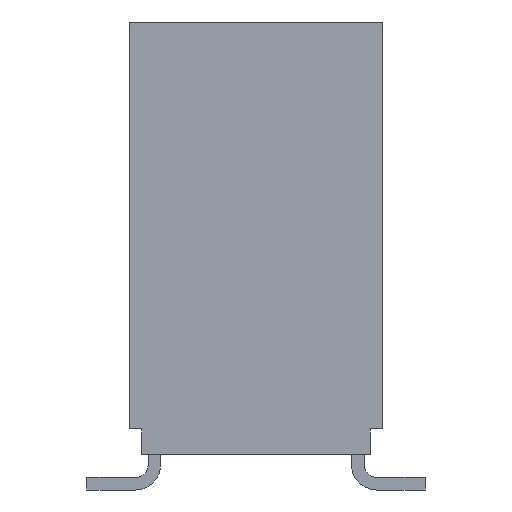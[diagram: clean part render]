
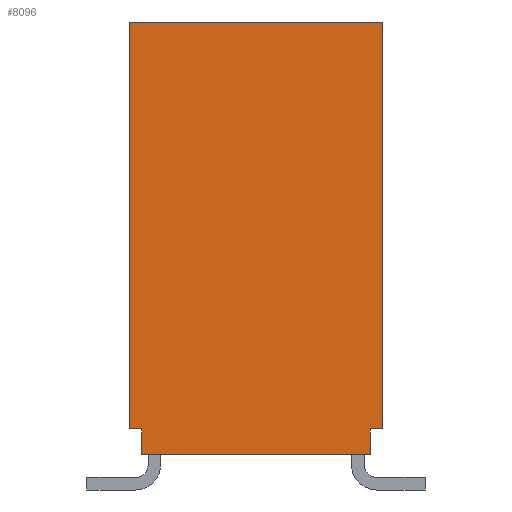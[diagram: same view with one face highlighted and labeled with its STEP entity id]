
A CAD part, left-side view. The second image highlights one B-rep face of the part: STEP entity #8096.
In plain terms, the highlighted planar face has unit normal (-1, 0, 0).
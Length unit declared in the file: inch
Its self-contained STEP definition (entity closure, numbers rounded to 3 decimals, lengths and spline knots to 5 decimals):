
#5=DIRECTION('',(0.,-1.,0.));
#6=VECTOR('',#5,0.18);
#7=CARTESIAN_POINT('',(-0.3995,0.09,0.));
#8=LINE('',#7,#6);
#189=DIRECTION('',(0.,0.,1.));
#190=VECTOR('',#189,0.02);
#191=CARTESIAN_POINT('',(-0.3995,0.09,0.));
#192=LINE('',#191,#190);
#193=DIRECTION('',(0.,-1.,0.));
#194=VECTOR('',#193,0.0095);
#195=CARTESIAN_POINT('',(-0.3995,0.0995,0.02));
#196=LINE('',#195,#194);
#197=DIRECTION('',(0.,0.,1.));
#198=VECTOR('',#197,0.32);
#199=CARTESIAN_POINT('',(-0.3995,0.0995,0.02));
#200=LINE('',#199,#198);
#201=DIRECTION('',(0.,1.,0.));
#202=VECTOR('',#201,0.0095);
#203=CARTESIAN_POINT('',(-0.3995,-0.0995,0.02));
#204=LINE('',#203,#202);
#205=DIRECTION('',(0.,0.,1.));
#206=VECTOR('',#205,0.02);
#207=CARTESIAN_POINT('',(-0.3995,-0.09,0.));
#208=LINE('',#207,#206);
#569=DIRECTION('',(0.,0.,1.));
#570=VECTOR('',#569,0.32);
#571=CARTESIAN_POINT('',(-0.3995,-0.0995,0.02));
#572=LINE('',#571,#570);
#1177=DIRECTION('',(0.,-1.,0.));
#1178=VECTOR('',#1177,0.199);
#1179=CARTESIAN_POINT('',(-0.3995,0.0995,0.34));
#1180=LINE('',#1179,#1178);
#5793=CARTESIAN_POINT('',(-0.3995,0.0995,0.34));
#5794=CARTESIAN_POINT('',(-0.3995,-0.0995,0.34));
#5795=VERTEX_POINT('',#5793);
#5796=VERTEX_POINT('',#5794);
#5901=CARTESIAN_POINT('',(-0.3995,0.09,0.));
#5903=VERTEX_POINT('',#5901);
#5925=CARTESIAN_POINT('',(-0.3995,-0.09,0.));
#5927=VERTEX_POINT('',#5925);
#5949=CARTESIAN_POINT('',(-0.3995,0.09,0.02));
#5950=VERTEX_POINT('',#5949);
#5951=CARTESIAN_POINT('',(-0.3995,0.0995,0.02));
#5952=VERTEX_POINT('',#5951);
#5953=CARTESIAN_POINT('',(-0.3995,-0.0995,0.02));
#5954=CARTESIAN_POINT('',(-0.3995,-0.09,0.02));
#5955=VERTEX_POINT('',#5953);
#5956=VERTEX_POINT('',#5954);
#8076=CARTESIAN_POINT('',(-0.3995,0.0995,0.));
#8077=DIRECTION('',(-1.,0.,0.));
#8078=DIRECTION('',(0.,-1.,0.));
#8079=AXIS2_PLACEMENT_3D('',#8076,#8077,#8078);
#8080=PLANE('',#8079);
#8081=ORIENTED_EDGE('',*,*,#7803,.T.);
#8083=ORIENTED_EDGE('',*,*,#8082,.F.);
#8085=ORIENTED_EDGE('',*,*,#8084,.T.);
#8087=ORIENTED_EDGE('',*,*,#8086,.T.);
#8089=ORIENTED_EDGE('',*,*,#8088,.F.);
#8091=ORIENTED_EDGE('',*,*,#8090,.T.);
#8092=ORIENTED_EDGE('',*,*,#7948,.F.);
#8093=ORIENTED_EDGE('',*,*,#7656,.F.);
#8094=EDGE_LOOP('',(#8081,#8083,#8085,#8087,#8089,#8091,#8092,#8093));
#8095=FACE_OUTER_BOUND('',#8094,.F.);
#8096=ADVANCED_FACE('',(#8095),#8080,.T.);
#7656=EDGE_CURVE('',#5903,#5927,#8,.T.);
#7803=EDGE_CURVE('',#5903,#5950,#192,.T.);
#7948=EDGE_CURVE('',#5927,#5956,#208,.T.);
#8082=EDGE_CURVE('',#5952,#5950,#196,.T.);
#8084=EDGE_CURVE('',#5952,#5795,#200,.T.);
#8086=EDGE_CURVE('',#5795,#5796,#1180,.T.);
#8088=EDGE_CURVE('',#5955,#5796,#572,.T.);
#8090=EDGE_CURVE('',#5955,#5956,#204,.T.);
